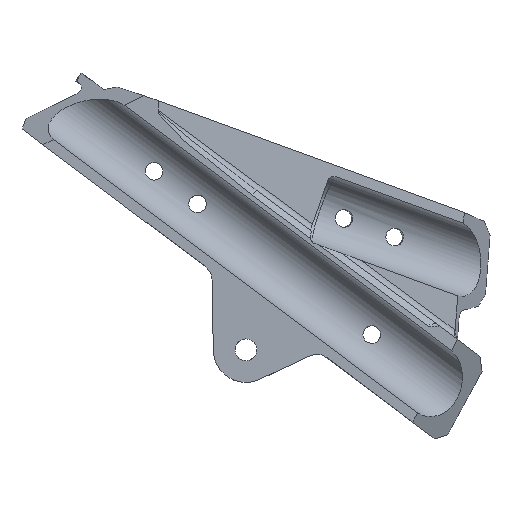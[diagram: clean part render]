
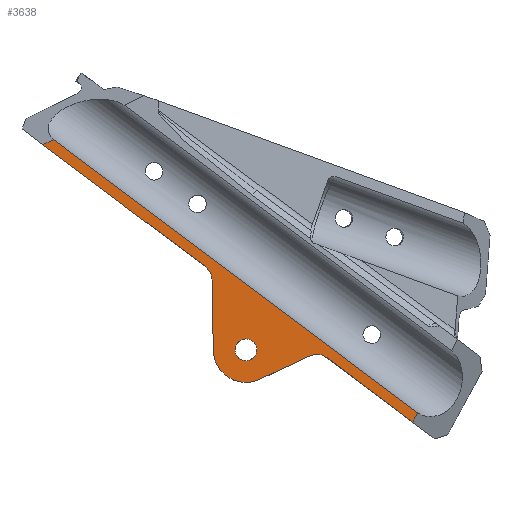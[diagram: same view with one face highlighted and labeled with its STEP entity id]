
A CAD part, top view. The second image highlights one B-rep face of the part: STEP entity #3638.
In plain terms, the highlighted planar face has unit normal (0, 0, 1).
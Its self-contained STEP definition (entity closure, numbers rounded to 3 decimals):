
#72 = VERTEX_POINT ( 'NONE', #1042 ) ;
#262 = VERTEX_POINT ( 'NONE', #8062 ) ;
#613 = VECTOR ( 'NONE', #1060, 1000. ) ;
#937 = CARTESIAN_POINT ( 'NONE',  ( -1164.648, 610.523, 113.3 ) ) ;
#1037 = CARTESIAN_POINT ( 'NONE',  ( -1189.784, 662.37, 113.3 ) ) ;
#1042 = CARTESIAN_POINT ( 'NONE',  ( -1133.78, 620.372, 113.3 ) ) ;
#1044 = VERTEX_POINT ( 'NONE', #7917 ) ;
#1060 = DIRECTION ( 'NONE',  ( -0.8, 0.6, 0. ) ) ;
#1107 = VERTEX_POINT ( 'NONE', #7872 ) ;
#1144 = CARTESIAN_POINT ( 'NONE',  ( -1189.784, 662.37, 113.3 ) ) ;
#1156 = EDGE_CURVE ( 'NONE', #2117, #262, #3624, .T. ) ;
#1629 = LINE ( 'NONE', #4803, #8352 ) ;
#1726 = CARTESIAN_POINT ( 'NONE',  ( -1259.502, 720.629, 113.3 ) ) ;
#2117 = VERTEX_POINT ( 'NONE', #8686 ) ;
#2161 = DIRECTION ( 'NONE',  ( -0.8, 0.6, 0. ) ) ;
#2661 = VECTOR ( 'NONE', #7767, 1000. ) ;
#2704 = EDGE_LOOP ( 'NONE', ( #5006, #5381, #5406, #5180, #5323, #5610, #5463, #5085, #5526, #5389 ) ) ;
#2873 = CARTESIAN_POINT ( 'NONE',  ( -1094.476, 590.896, 113.3 ) ) ;
#2956 = VERTEX_POINT ( 'NONE', #7392 ) ;
#2999 = VECTOR ( 'NONE', #3787, 1000. ) ;
#3136 = DIRECTION ( 'NONE',  ( -1., 0., 0. ) ) ;
#3163 = DIRECTION ( 'NONE',  ( 0., 0., 1. ) ) ;
#3174 = CARTESIAN_POINT ( 'NONE',  ( -1171.046, 624.09, 113.3 ) ) ;
#3413 = DIRECTION ( 'NONE',  ( -1., 0., 0. ) ) ;
#3421 = DIRECTION ( 'NONE',  ( 0., 0., -1. ) ) ;
#3428 = CARTESIAN_POINT ( 'NONE',  ( -1302.397, 746.821, 113.3 ) ) ;
#3492 = LINE ( 'NONE', #1144, #613 ) ;
#3624 = LINE ( 'NONE', #7932, #2661 ) ;
#3638 = ADVANCED_FACE ( 'NONE', ( #3809, #3823 ), #3963, .F. ) ;
#3688 = EDGE_LOOP ( 'NONE', ( #5568, #5718 ) ) ;
#3750 = CARTESIAN_POINT ( 'NONE',  ( -1264.336, 718.278, 113.3 ) ) ;
#3787 = DIRECTION ( 'NONE',  ( -0.017, 1., 0. ) ) ;
#3809 = FACE_OUTER_BOUND ( 'NONE', #2704, .T. ) ;
#3823 = FACE_BOUND ( 'NONE', #3688, .T. ) ;
#3833 = AXIS2_PLACEMENT_3D ( 'NONE', #3428, #3421, #3413 ) ;
#3851 = CARTESIAN_POINT ( 'NONE',  ( -1186.044, 623.838, 113.3 ) ) ;
#3963 = PLANE ( 'NONE',  #3833 ) ;
#4208 = DIRECTION ( 'NONE',  ( -0.8, 0.6, 0. ) ) ;
#4307 = VERTEX_POINT ( 'NONE', #3750 ) ;
#4748 = AXIS2_PLACEMENT_3D ( 'NONE', #7381, #7300, #7250 ) ;
#4761 = AXIS2_PLACEMENT_3D ( 'NONE', #7575, #7558, #7549 ) ;
#4803 = CARTESIAN_POINT ( 'NONE',  ( -1051.19, 564.411, 113.3 ) ) ;
#4838 = AXIS2_PLACEMENT_3D ( 'NONE', #7868, #7853, #7844 ) ;
#4855 = AXIS2_PLACEMENT_3D ( 'NONE', #7886, #7858, #7818 ) ;
#4957 = DIRECTION ( 'NONE',  ( -0.904, -0.427, 0. ) ) ;
#5006 = ORIENTED_EDGE ( 'NONE', *, *, #5359, .F. ) ;
#5012 = CIRCLE ( 'NONE', #4761, 15. ) ;
#5041 = AXIS2_PLACEMENT_3D ( 'NONE', #3174, #3163, #3136 ) ;
#5085 = ORIENTED_EDGE ( 'NONE', *, *, #1156, .F. ) ;
#5180 = ORIENTED_EDGE ( 'NONE', *, *, #8274, .F. ) ;
#5323 = ORIENTED_EDGE ( 'NONE', *, *, #8113, .F. ) ;
#5359 = EDGE_CURVE ( 'NONE', #7238, #4307, #3492, .T. ) ;
#5381 = ORIENTED_EDGE ( 'NONE', *, *, #8283, .F. ) ;
#5389 = ORIENTED_EDGE ( 'NONE', *, *, #5639, .F. ) ;
#5406 = ORIENTED_EDGE ( 'NONE', *, *, #6105, .F. ) ;
#5463 = ORIENTED_EDGE ( 'NONE', *, *, #6412, .F. ) ;
#5526 = ORIENTED_EDGE ( 'NONE', *, *, #5632, .T. ) ;
#5568 = ORIENTED_EDGE ( 'NONE', *, *, #6605, .F. ) ;
#5610 = ORIENTED_EDGE ( 'NONE', *, *, #6859, .F. ) ;
#5623 = LINE ( 'NONE', #5744, #6929 ) ;
#5632 = EDGE_CURVE ( 'NONE', #2117, #6845, #1629, .T. ) ;
#5639 = EDGE_CURVE ( 'NONE', #4307, #6845, #8341, .T. ) ;
#5691 = CARTESIAN_POINT ( 'NONE',  ( -1186.044, 623.838, 113.3 ) ) ;
#5718 = ORIENTED_EDGE ( 'NONE', *, *, #7347, .F. ) ;
#5744 = CARTESIAN_POINT ( 'NONE',  ( -1141.993, 621.207, 113.3 ) ) ;
#6105 = EDGE_CURVE ( 'NONE', #7712, #8280, #8596, .T. ) ;
#6113 = CIRCLE ( 'NONE', #4838, 5. ) ;
#6256 = CIRCLE ( 'NONE', #4748, 8. ) ;
#6412 = EDGE_CURVE ( 'NONE', #262, #72, #7498, .T. ) ;
#6605 = EDGE_CURVE ( 'NONE', #1107, #2956, #7264, .T. ) ;
#6693 = CIRCLE ( 'NONE', #4855, 8. ) ;
#6845 = VERTEX_POINT ( 'NONE', #1726 ) ;
#6859 = EDGE_CURVE ( 'NONE', #72, #1044, #6693, .T. ) ;
#6929 = VECTOR ( 'NONE', #4957, 1000. ) ;
#7238 = VERTEX_POINT ( 'NONE', #1037 ) ;
#7242 = VERTEX_POINT ( 'NONE', #937 ) ;
#7250 = DIRECTION ( 'NONE',  ( 1., 0., 0. ) ) ;
#7264 = CIRCLE ( 'NONE', #5041, 5. ) ;
#7300 = DIRECTION ( 'NONE',  ( 0., 0., 1. ) ) ;
#7347 = EDGE_CURVE ( 'NONE', #2956, #1107, #6113, .T. ) ;
#7381 = CARTESIAN_POINT ( 'NONE',  ( -1194.583, 655.97, 113.3 ) ) ;
#7392 = CARTESIAN_POINT ( 'NONE',  ( -1166.046, 624.09, 113.3 ) ) ;
#7486 = VECTOR ( 'NONE', #2161, 1000. ) ;
#7498 = LINE ( 'NONE', #2873, #7486 ) ;
#7549 = DIRECTION ( 'NONE',  ( 1., 0., 0. ) ) ;
#7558 = DIRECTION ( 'NONE',  ( 0., 0., -1. ) ) ;
#7575 = CARTESIAN_POINT ( 'NONE',  ( -1171.046, 624.09, 113.3 ) ) ;
#7625 = CARTESIAN_POINT ( 'NONE',  ( -1186.584, 656.104, 113.3 ) ) ;
#7712 = VERTEX_POINT ( 'NONE', #5691 ) ;
#7767 = DIRECTION ( 'NONE',  ( -0.477, -0.879, 0. ) ) ;
#7818 = DIRECTION ( 'NONE',  ( 1., 0., 0. ) ) ;
#7844 = DIRECTION ( 'NONE',  ( -1., 0., 0. ) ) ;
#7853 = DIRECTION ( 'NONE',  ( 0., 0., 1. ) ) ;
#7858 = DIRECTION ( 'NONE',  ( 0., 0., 1. ) ) ;
#7868 = CARTESIAN_POINT ( 'NONE',  ( -1171.046, 624.09, 113.3 ) ) ;
#7872 = CARTESIAN_POINT ( 'NONE',  ( -1176.046, 624.09, 113.3 ) ) ;
#7886 = CARTESIAN_POINT ( 'NONE',  ( -1138.58, 613.971, 113.3 ) ) ;
#7917 = CARTESIAN_POINT ( 'NONE',  ( -1141.993, 621.207, 113.3 ) ) ;
#7932 = CARTESIAN_POINT ( 'NONE',  ( -1092.172, 595.145, 113.3 ) ) ;
#7978 = DIRECTION ( 'NONE',  ( 0.899, 0.437, 0. ) ) ;
#7991 = CARTESIAN_POINT ( 'NONE',  ( -1264.336, 718.278, 113.3 ) ) ;
#8062 = CARTESIAN_POINT ( 'NONE',  ( -1094.476, 590.896, 113.3 ) ) ;
#8113 = EDGE_CURVE ( 'NONE', #1044, #7242, #5623, .T. ) ;
#8274 = EDGE_CURVE ( 'NONE', #7242, #7712, #5012, .T. ) ;
#8280 = VERTEX_POINT ( 'NONE', #7625 ) ;
#8283 = EDGE_CURVE ( 'NONE', #8280, #7238, #6256, .T. ) ;
#8292 = VECTOR ( 'NONE', #7978, 1000. ) ;
#8341 = LINE ( 'NONE', #7991, #8292 ) ;
#8352 = VECTOR ( 'NONE', #4208, 1000. ) ;
#8596 = LINE ( 'NONE', #3851, #2999 ) ;
#8686 = CARTESIAN_POINT ( 'NONE',  ( -1092.172, 595.145, 113.3 ) ) ;
